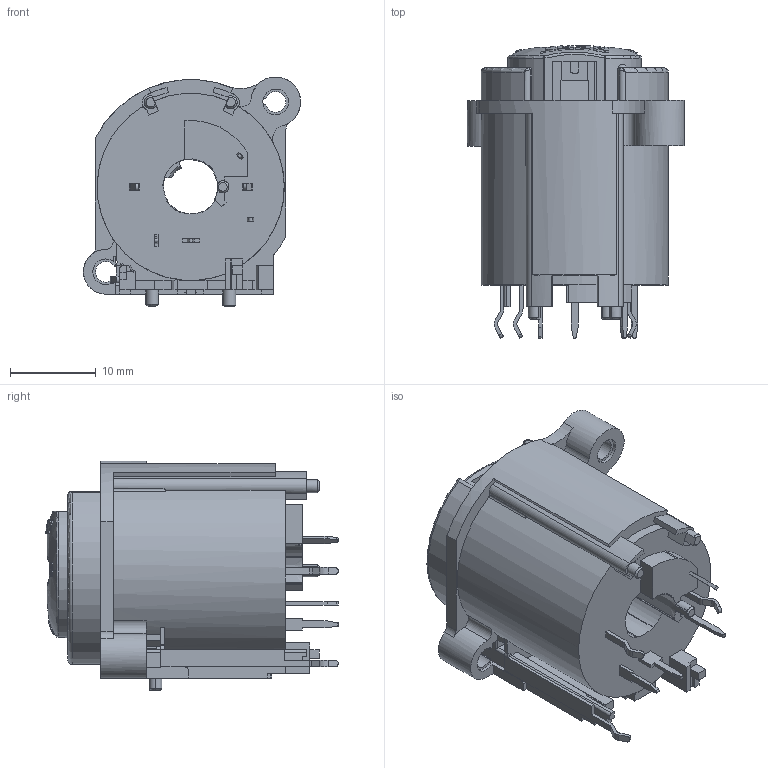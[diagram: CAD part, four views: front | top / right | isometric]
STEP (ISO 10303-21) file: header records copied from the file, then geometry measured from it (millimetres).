
FILE_DESCRIPTION((''),'2;1');
FILE_NAME('RCJ10FA_V-0','2020-06-30T',('zyj'),(''),'PRO/ENGINEER BY PARAMETRIC TECHNOLOGY CORPORATION, 2013040','PRO/ENGINEER BY PARAMETRIC TECHNOLOGY CORPORATION, 2013040','');
FILE_SCHEMA(('CONFIG_CONTROL_DESIGN','SHAPE_APPEARANCE_LAYERS_GROUPS'));
Length unit declared in the file: millimetre
Products named in the file (1): RCJ10FA_V-0
Bounding box: 25.3 x 34.08 x 26.8 mm (x, y, z)
Volume: 8349.4 mm3; surface area: 6853.6 mm2
Topology: 1 solids, 5 shells, 758 faces, 2209 edges, 1469 vertices
Faces by surface type: plane 482, cylinder 138, extrusion 55, bspline 39, cone 22, torus 17, sphere 5
Entity records: 28536 total; most frequent: CARTESIAN_POINT 9048, ORIENTED_EDGE 4412, DIRECTION 3495, EDGE_CURVE 2206, VERTEX_POINT 1469, VECTOR 1341, LINE 1286, AXIS2_PLACEMENT_3D 1077
